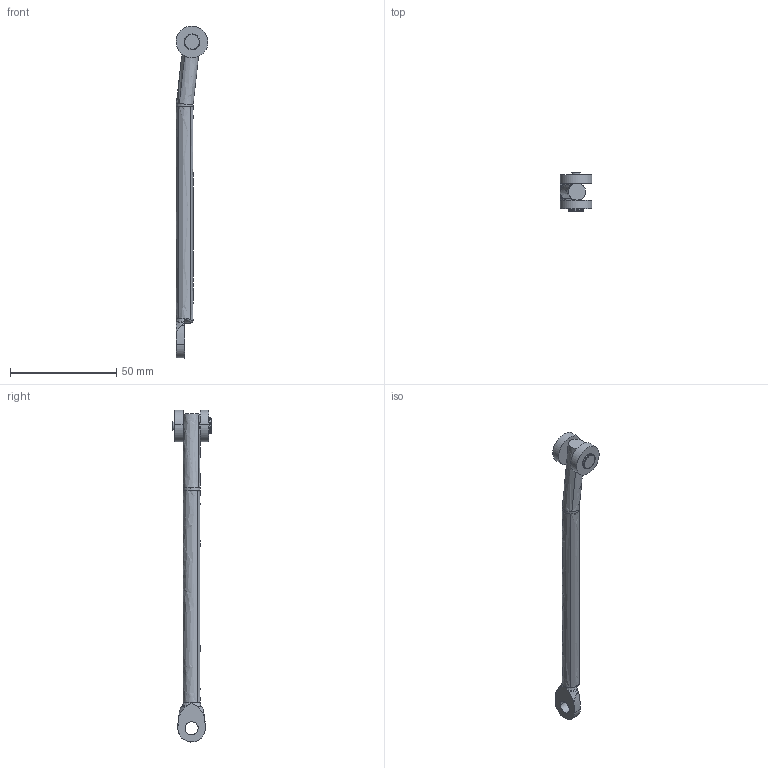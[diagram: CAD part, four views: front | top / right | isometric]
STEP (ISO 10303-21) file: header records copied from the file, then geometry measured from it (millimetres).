
FILE_DESCRIPTION((''),'2;1');
FILE_NAME('','2006-11-07T16:24:48',(''),(''),'','CADfix','');
FILE_SCHEMA(('AUTOMOTIVE_DESIGN'));
Length unit declared in the file: millimetre
Products named in the file (3): roller; rod; TEA_1000_U144_L_7253_36
Assembly tree (2 placements, depth 2):
  TEA_1000_U144_L_7253_36
    roller
    rod
Bounding box: 14.99 x 18 x 156.56 mm (x, y, z)
Volume: 9043 mm3; surface area: 5401.5 mm2
Topology: 2 solids, 2 shells, 49 faces, 161 edges, 121 vertices
Faces by surface type: bspline 49
Entity records: 2761 total; most frequent: CARTESIAN_POINT 1856, ORIENTED_EDGE 322, EDGE_CURVE 161, VERTEX_POINT 121, EDGE_LOOP 58, FACE_OUTER_BOUND 49, ADVANCED_FACE 49, QUASI_UNIFORM_CURVE 27
